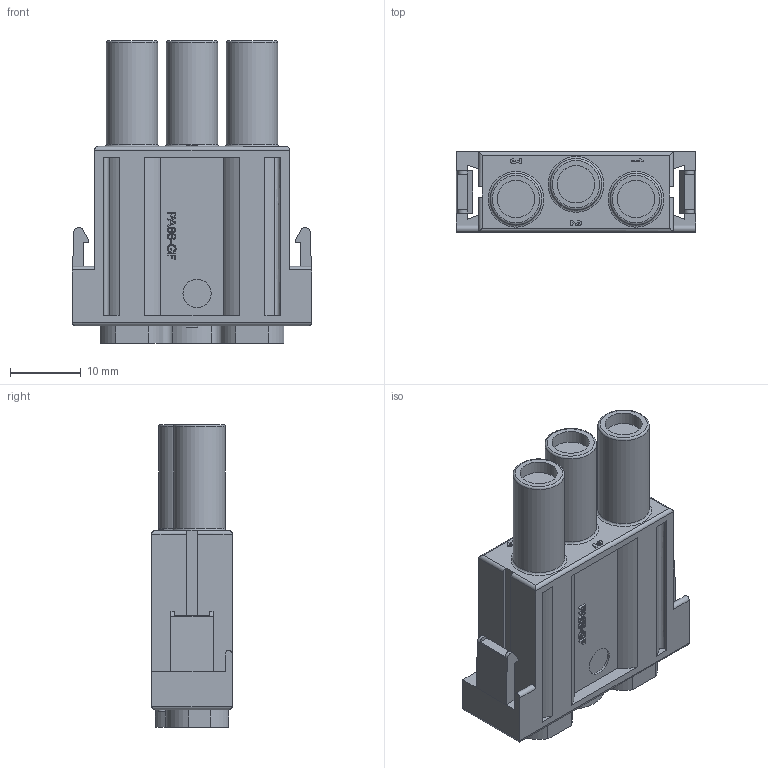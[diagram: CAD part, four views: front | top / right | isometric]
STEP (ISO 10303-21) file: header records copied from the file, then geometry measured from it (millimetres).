
FILE_DESCRIPTION(/* description */ (''),/* implementation_level */ '2;1');
FILE_NAME(/* name */ 'C146 B03 871 E8.stp',/* time_stamp */ '2017-05-05T12:50:32+02:00',/* author */ (''),/* organization */ (''),/* preprocessor_version */ 'ST-DEVELOPER v15',/* originating_system */ 'SIEMENS PLM Software NX 9.0',/* authorisation */ '');
FILE_SCHEMA (('CONFIG_CONTROL_DESIGN'));
Length unit declared in the file: millimetre
Products named in the file (1): c146 b03 800 e8nxm001-03
Bounding box: 34 x 11.4 x 42.9 mm (x, y, z)
Volume: 9235.4 mm3; surface area: 5026 mm2
Topology: 1 solids, 1 shells, 332 faces, 843 edges, 556 vertices
Faces by surface type: plane 221, extrusion 50, cylinder 48, bspline 10, torus 3
Full cylindrical faces by diameter (mm): 4 x1, 5.3 x3, 7.3 x3, 7.5 x3
Entity records: 11302 total; most frequent: CARTESIAN_POINT 3716, ORIENTED_EDGE 1642, DIRECTION 1281, EDGE_CURVE 821, VERTEX_POINT 550, VECTOR 531, LINE 481, EDGE_LOOP 395
